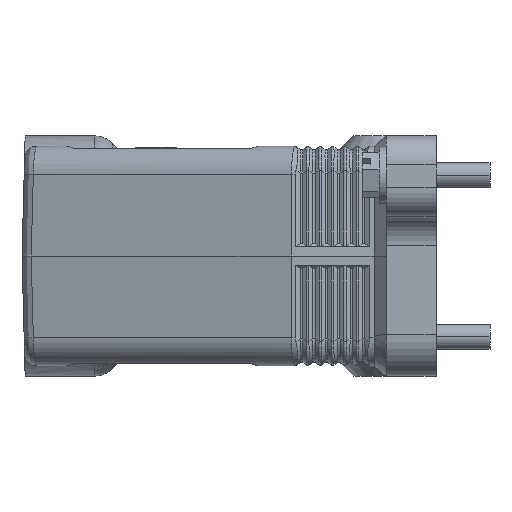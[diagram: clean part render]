
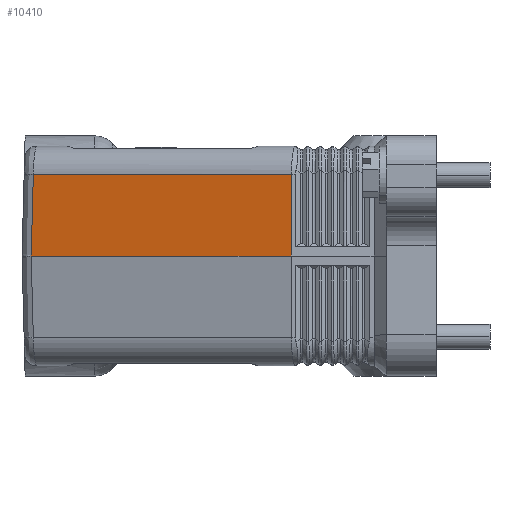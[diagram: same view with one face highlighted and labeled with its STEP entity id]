
A CAD part, left-side view. The second image highlights one B-rep face of the part: STEP entity #10410.
In plain terms, the highlighted planar face has unit normal (-0.966, 0.259, 0.026).
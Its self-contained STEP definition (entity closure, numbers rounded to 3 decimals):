
#10020=CARTESIAN_POINT('',(95.139,106.118,
-0.009));
#10030=DIRECTION('',(-0.966,0.259,
0.026));
#10040=DIRECTION('',(0.259,0.966,
0.));
#10050=AXIS2_PLACEMENT_3D('',#10020,#10030,#10040);
#10060=PLANE('',#10050);
#10070=CARTESIAN_POINT('',(75.066,31.205,0.));
#10080=DIRECTION('',(-0.026,0.003,
-1.));
#10090=VECTOR('',#10080,1.);
#10100=LINE('',#10070,#10090);
#10110=CARTESIAN_POINT('',(74.9,31.226,
-6.317));
#10120=VERTEX_POINT('',#10110);
#10130=CARTESIAN_POINT('',(74.385,31.294,-26.));
#10140=VERTEX_POINT('',#10130);
#10150=EDGE_CURVE('',#10120,#10140,#10100,.T.);
#10160=ORIENTED_EDGE('',*,*,#10150,.F.);
#10170=CARTESIAN_POINT('',(66.,0.,-26.));
#10180=DIRECTION('',(-0.259,-0.966,0.));
#10190=VECTOR('',#10180,1.);
#10200=LINE('',#10170,#10190);
#10210=CARTESIAN_POINT('',(91.206,94.071,
-26.));
#10220=VERTEX_POINT('',#10210);
#10230=EDGE_CURVE('',#10220,#10140,#10200,.T.);
#10240=ORIENTED_EDGE('',*,*,#10230,.T.);
#10250=CARTESIAN_POINT('',(91.602,93.556,
-6.317));
#10260=DIRECTION('',(-0.02,0.026,
-0.999));
#10270=VECTOR('',#10260,1.);
#10280=LINE('',#10250,#10270);
#10290=CARTESIAN_POINT('',(91.602,93.556,
-6.317));
#10300=VERTEX_POINT('',#10290);
#10310=EDGE_CURVE('',#10300,#10220,#10280,.T.);
#10320=ORIENTED_EDGE('',*,*,#10310,.T.);
#10330=CARTESIAN_POINT('',(67.019,1.811,
-6.317));
#10340=DIRECTION('',(0.259,0.966,0.));
#10350=VECTOR('',#10340,1.);
#10360=LINE('',#10330,#10350);
#10370=EDGE_CURVE('',#10120,#10300,#10360,.T.);
#10380=ORIENTED_EDGE('',*,*,#10370,.T.);
#10390=EDGE_LOOP('',(#10380,#10320,#10240,#10160));
#10400=FACE_OUTER_BOUND('',#10390,.T.);
#10410=ADVANCED_FACE('',(#10400),#10060,.T.);
